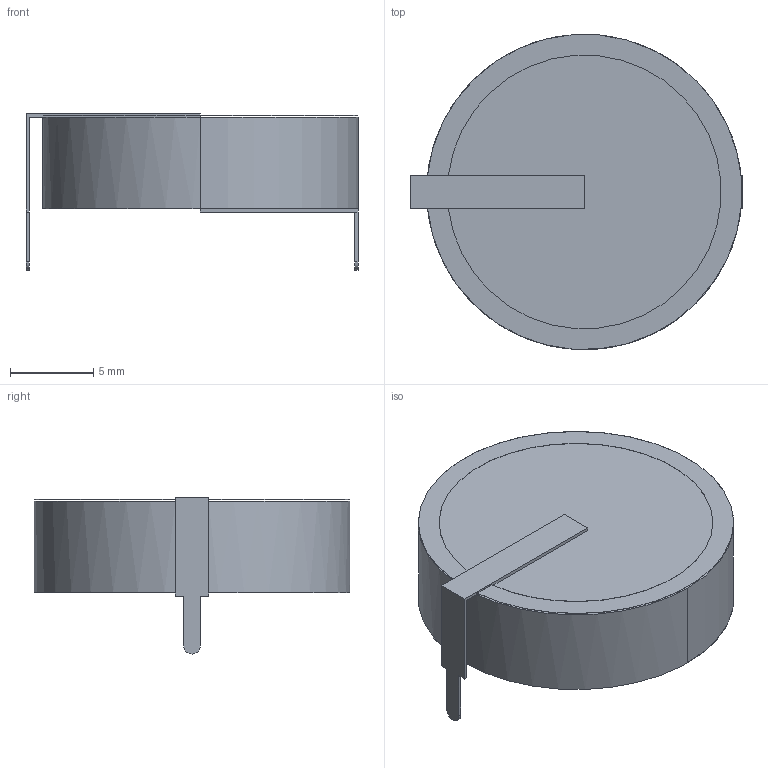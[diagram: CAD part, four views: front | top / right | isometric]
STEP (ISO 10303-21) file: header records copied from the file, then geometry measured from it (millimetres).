
FILE_DESCRIPTION((''),'2;1');
FILE_NAME('CAP_HCOIN_SG_PAN','2010-10-07T',('Simon'),(''),'PRO/ENGINEER BY PARAMETRIC TECHNOLOGY CORPORATION, 2008400','PRO/ENGINEER BY PARAMETRIC TECHNOLOGY CORPORATION, 2008400','');
FILE_SCHEMA(('AUTOMOTIVE_DESIGN_CC2 { 1 2 10303 214 -1 1 5 2 }'));
Length unit declared in the file: millimetre
Products named in the file (1): CAP_HCOIN_SG_PAN
Bounding box: 20 x 19 x 9.41 mm (x, y, z)
Volume: 1572.4 mm3; surface area: 1119.9 mm2
Topology: 1 solids, 1 shells, 35 faces, 100 edges, 72 vertices
Faces by surface type: plane 27, cylinder 8
Entity records: 1560 total; most frequent: CARTESIAN_POINT 199, DIRECTION 198, ORIENTED_EDGE 190, PRESENTATION_STYLE_ASSIGNMENT 107, STYLED_ITEM 103, CURVE_STYLE 102, EDGE_CURVE 95, VECTOR 76
